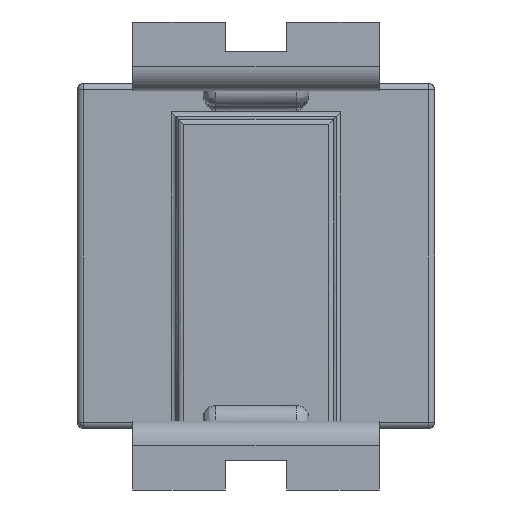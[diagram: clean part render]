
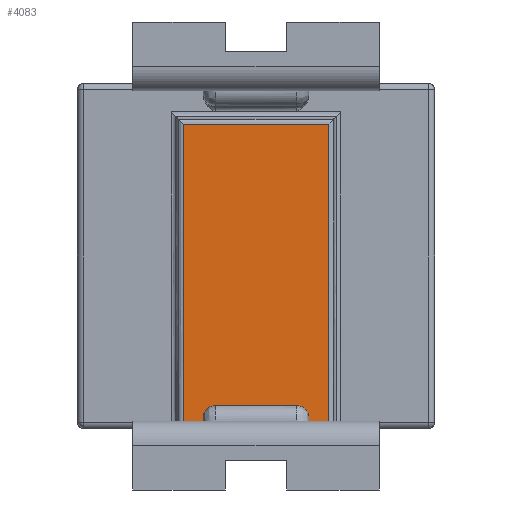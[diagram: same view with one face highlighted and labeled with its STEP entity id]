
A CAD part, front view. The second image highlights one B-rep face of the part: STEP entity #4083.
In plain terms, the highlighted free-form (B-spline) face has degree [1, 1] with [2, 2] control points.
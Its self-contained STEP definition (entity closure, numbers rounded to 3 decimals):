
#59 = CARTESIAN_POINT ( 'NONE',  ( 2.15, -2.4, -6.575 ) ) ;
#92 = VERTEX_POINT ( 'NONE', #4808 ) ;
#177 = EDGE_CURVE ( 'NONE', #4727, #2435, #3680, .T. ) ;
#184 = ORIENTED_EDGE ( 'NONE', *, *, #4579, .T. ) ;
#202 = CARTESIAN_POINT ( 'NONE',  ( 2.95, -2.4, 5.35 ) ) ;
#288 = CARTESIAN_POINT ( 'NONE',  ( -2.95, -2.4, 5.35 ) ) ;
#314 = CARTESIAN_POINT ( 'NONE',  ( 1.65, -2.4, -6.075 ) ) ;
#373 = ORIENTED_EDGE ( 'NONE', *, *, #5332, .T. ) ;
#462 =( BOUNDED_CURVE ( )  B_SPLINE_CURVE ( 3, ( #3739, #4723, #987, #5543 ),
 .UNSPECIFIED., .F., .F. ) 
 B_SPLINE_CURVE_WITH_KNOTS ( ( 4, 4 ),
 ( -1.571, 0. ),
 .UNSPECIFIED. ) 
 CURVE ( )  GEOMETRIC_REPRESENTATION_ITEM ( )  RATIONAL_B_SPLINE_CURVE ( ( 1., 0.805, 0.805, 1. ) ) 
 REPRESENTATION_ITEM ( '' )  );
#489 = CARTESIAN_POINT ( 'NONE',  ( -2.15, -2.4, -6.575 ) ) ;
#584 = B_SPLINE_CURVE_WITH_KNOTS ( 'NONE', 1,
 ( #202, #5251 ),
 .UNSPECIFIED., .F., .F.,
 ( 2, 2 ),
 ( -1., 0. ),
 .UNSPECIFIED. ) ;
#593 = EDGE_CURVE ( 'NONE', #4727, #5128, #5800, .T. ) ;
#610 = CARTESIAN_POINT ( 'NONE',  ( 2.95, -2.4, -6.75 ) ) ;
#711 = B_SPLINE_CURVE_WITH_KNOTS ( 'NONE', 1,
 ( #5525, #610 ),
 .UNSPECIFIED., .F., .F.,
 ( 2, 2 ),
 ( 0., 1. ),
 .UNSPECIFIED. ) ;
#731 = FACE_OUTER_BOUND ( 'NONE', #2830, .T. ) ;
#762 = CARTESIAN_POINT ( 'NONE',  ( 2.95, -2.4, 5.35 ) ) ;
#987 = CARTESIAN_POINT ( 'NONE',  ( 2.15, -2.4, -6.282 ) ) ;
#1148 = ORIENTED_EDGE ( 'NONE', *, *, #3039, .F. ) ;
#1179 = CARTESIAN_POINT ( 'NONE',  ( -1.65, -2.4, -6.075 ) ) ;
#1186 = ORIENTED_EDGE ( 'NONE', *, *, #177, .T. ) ;
#1324 = EDGE_CURVE ( 'NONE', #3506, #92, #584, .T. ) ;
#1341 = B_SPLINE_SURFACE_WITH_KNOTS ( 'NONE', 1, 1, ( 
 ( #762, #288 ),
 ( #3848, #2584 ) ),
 .UNSPECIFIED., .F., .F., .F.,
 ( 2, 2 ),
 ( 2, 2 ),
 ( 0., 1. ),
 ( 0., 1. ),
 .UNSPECIFIED. ) ;
#1510 = CARTESIAN_POINT ( 'NONE',  ( -2.95, -2.4, 5.35 ) ) ;
#1634 = ORIENTED_EDGE ( 'NONE', *, *, #593, .F. ) ;
#1696 = CARTESIAN_POINT ( 'NONE',  ( -2.95, -2.4, -6.75 ) ) ;
#1793 = ORIENTED_EDGE ( 'NONE', *, *, #1945, .F. ) ;
#1803 = CARTESIAN_POINT ( 'NONE',  ( 2.15, -2.4, -6.75 ) ) ;
#1899 = VERTEX_POINT ( 'NONE', #59 ) ;
#1945 = EDGE_CURVE ( 'NONE', #5128, #2007, #2246, .T. ) ;
#2007 = VERTEX_POINT ( 'NONE', #2676 ) ;
#2056 = CARTESIAN_POINT ( 'NONE',  ( -2.95, -2.4, -6.75 ) ) ;
#2084 = CARTESIAN_POINT ( 'NONE',  ( 2.15, -2.4, -6.75 ) ) ;
#2115 = CARTESIAN_POINT ( 'NONE',  ( -2.15, -2.4, -6.75 ) ) ;
#2192 = ORIENTED_EDGE ( 'NONE', *, *, #2933, .T. ) ;
#2232 = CARTESIAN_POINT ( 'NONE',  ( 2.95, -2.4, -6.75 ) ) ;
#2246 =( BOUNDED_CURVE ( )  B_SPLINE_CURVE ( 3, ( #4302, #5231, #5261, #1179 ),
 .UNSPECIFIED., .F., .F. ) 
 B_SPLINE_CURVE_WITH_KNOTS ( ( 4, 4 ),
 ( -1.571, 0. ),
 .UNSPECIFIED. ) 
 CURVE ( )  GEOMETRIC_REPRESENTATION_ITEM ( )  RATIONAL_B_SPLINE_CURVE ( ( 1., 0.805, 0.805, 1. ) ) 
 REPRESENTATION_ITEM ( '' )  );
#2435 = VERTEX_POINT ( 'NONE', #2874 ) ;
#2531 = EDGE_CURVE ( 'NONE', #5635, #2007, #5002, .T. ) ;
#2567 = CARTESIAN_POINT ( 'NONE',  ( 2.95, -2.4, -6.75 ) ) ;
#2584 = CARTESIAN_POINT ( 'NONE',  ( -2.95, -2.4, -6.75 ) ) ;
#2674 = B_SPLINE_CURVE_WITH_KNOTS ( 'NONE', 1,
 ( #2232, #4448 ),
 .UNSPECIFIED., .F., .F.,
 ( 2, 2 ),
 ( 0., 1. ),
 .UNSPECIFIED. ) ;
#2676 = CARTESIAN_POINT ( 'NONE',  ( -1.65, -2.4, -6.075 ) ) ;
#2760 = CARTESIAN_POINT ( 'NONE',  ( -2.15, -2.4, -6.75 ) ) ;
#2830 = EDGE_LOOP ( 'NONE', ( #1186, #184, #3566, #4797, #2192, #373, #1148, #4991, #1793, #1634 ) ) ;
#2874 = CARTESIAN_POINT ( 'NONE',  ( -2.95, -2.4, -6.75 ) ) ;
#2921 = CARTESIAN_POINT ( 'NONE',  ( 2.15, -2.4, -6.575 ) ) ;
#2933 = EDGE_CURVE ( 'NONE', #5360, #3544, #2674, .T. ) ;
#3039 = EDGE_CURVE ( 'NONE', #5635, #1899, #462, .T. ) ;
#3506 = VERTEX_POINT ( 'NONE', #4730 ) ;
#3544 = VERTEX_POINT ( 'NONE', #1803 ) ;
#3566 = ORIENTED_EDGE ( 'NONE', *, *, #1324, .F. ) ;
#3597 = CARTESIAN_POINT ( 'NONE',  ( 1.65, -2.4, -6.075 ) ) ;
#3680 = B_SPLINE_CURVE_WITH_KNOTS ( 'NONE', 1,
 ( #2115, #1696 ),
 .UNSPECIFIED., .F., .F.,
 ( 2, 2 ),
 ( 0., 1. ),
 .UNSPECIFIED. ) ;
#3691 = EDGE_CURVE ( 'NONE', #3506, #5360, #711, .T. ) ;
#3739 = CARTESIAN_POINT ( 'NONE',  ( 1.65, -2.4, -6.075 ) ) ;
#3848 = CARTESIAN_POINT ( 'NONE',  ( 2.95, -2.4, -6.75 ) ) ;
#3903 = B_SPLINE_CURVE_WITH_KNOTS ( 'NONE', 1,
 ( #2084, #2921 ),
 .UNSPECIFIED., .F., .F.,
 ( 2, 2 ),
 ( 0., 1. ),
 .UNSPECIFIED. ) ;
#3957 = CARTESIAN_POINT ( 'NONE',  ( -1.65, -2.4, -6.075 ) ) ;
#4083 = ADVANCED_FACE ( 'NONE', ( #731 ), #1341, .T. ) ;
#4302 = CARTESIAN_POINT ( 'NONE',  ( -2.15, -2.4, -6.575 ) ) ;
#4448 = CARTESIAN_POINT ( 'NONE',  ( 2.15, -2.4, -6.75 ) ) ;
#4552 = CARTESIAN_POINT ( 'NONE',  ( -2.15, -2.4, -6.75 ) ) ;
#4579 = EDGE_CURVE ( 'NONE', #2435, #92, #4744, .T. ) ;
#4723 = CARTESIAN_POINT ( 'NONE',  ( 1.943, -2.4, -6.075 ) ) ;
#4727 = VERTEX_POINT ( 'NONE', #2760 ) ;
#4730 = CARTESIAN_POINT ( 'NONE',  ( 2.95, -2.4, 5.35 ) ) ;
#4744 = B_SPLINE_CURVE_WITH_KNOTS ( 'NONE', 1,
 ( #2056, #1510 ),
 .UNSPECIFIED., .F., .F.,
 ( 2, 2 ),
 ( 0., 1. ),
 .UNSPECIFIED. ) ;
#4797 = ORIENTED_EDGE ( 'NONE', *, *, #3691, .T. ) ;
#4808 = CARTESIAN_POINT ( 'NONE',  ( -2.95, -2.4, 5.35 ) ) ;
#4991 = ORIENTED_EDGE ( 'NONE', *, *, #2531, .T. ) ;
#5002 = B_SPLINE_CURVE_WITH_KNOTS ( 'NONE', 1,
 ( #314, #3957 ),
 .UNSPECIFIED., .F., .F.,
 ( 2, 2 ),
 ( 0., 1. ),
 .UNSPECIFIED. ) ;
#5128 = VERTEX_POINT ( 'NONE', #5447 ) ;
#5231 = CARTESIAN_POINT ( 'NONE',  ( -2.15, -2.4, -6.282 ) ) ;
#5251 = CARTESIAN_POINT ( 'NONE',  ( -2.95, -2.4, 5.35 ) ) ;
#5261 = CARTESIAN_POINT ( 'NONE',  ( -1.943, -2.4, -6.075 ) ) ;
#5332 = EDGE_CURVE ( 'NONE', #3544, #1899, #3903, .T. ) ;
#5360 = VERTEX_POINT ( 'NONE', #2567 ) ;
#5447 = CARTESIAN_POINT ( 'NONE',  ( -2.15, -2.4, -6.575 ) ) ;
#5525 = CARTESIAN_POINT ( 'NONE',  ( 2.95, -2.4, 5.35 ) ) ;
#5543 = CARTESIAN_POINT ( 'NONE',  ( 2.15, -2.4, -6.575 ) ) ;
#5635 = VERTEX_POINT ( 'NONE', #3597 ) ;
#5800 = B_SPLINE_CURVE_WITH_KNOTS ( 'NONE', 1,
 ( #4552, #489 ),
 .UNSPECIFIED., .F., .F.,
 ( 2, 2 ),
 ( 0., 1. ),
 .UNSPECIFIED. ) ;
